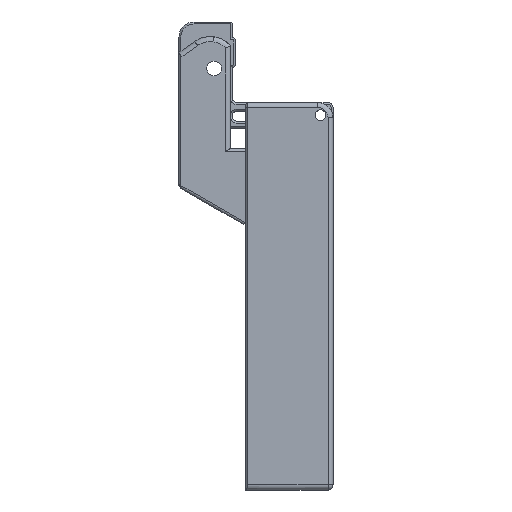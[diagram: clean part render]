
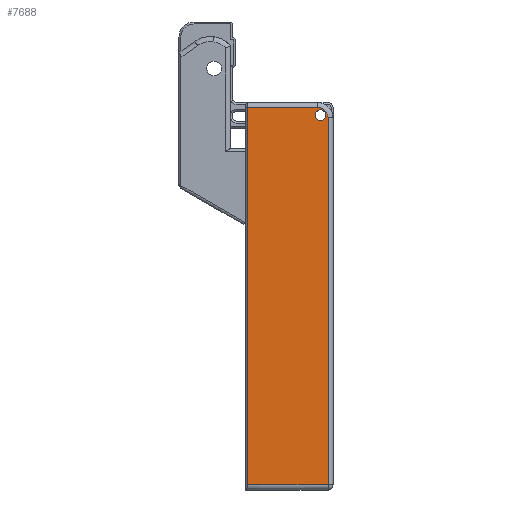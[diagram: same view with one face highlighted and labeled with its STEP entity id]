
A CAD part, left-side view. The second image highlights one B-rep face of the part: STEP entity #7688.
In plain terms, the highlighted planar face has unit normal (-1, 0, 0).
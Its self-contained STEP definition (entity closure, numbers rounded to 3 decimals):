
#24 = DIRECTION ( 'NONE',  ( 0., -1., 0. ) ) ;
#285 = CARTESIAN_POINT ( 'NONE',  ( -6.625, -42.048, 121.849 ) ) ;
#395 = CARTESIAN_POINT ( 'NONE',  ( -6.625, -44.048, 119.849 ) ) ;
#702 = CARTESIAN_POINT ( 'NONE',  ( -6.625, -44.048, 119.849 ) ) ;
#703 = ORIENTED_EDGE ( 'NONE', *, *, #9077, .T. ) ;
#770 = DIRECTION ( 'NONE',  ( 1., 0., 0. ) ) ;
#974 = AXIS2_PLACEMENT_3D ( 'NONE', #9859, #770, #6064 ) ;
#1178 = CARTESIAN_POINT ( 'NONE',  ( -6.625, -42.548, 121.802 ) ) ;
#1290 = LINE ( 'NONE', #7534, #11143 ) ;
#1476 = VERTEX_POINT ( 'NONE', #11691 ) ;
#1678 = LINE ( 'NONE', #8213, #6989 ) ;
#1733 = DIRECTION ( 'NONE',  ( 0., 1., 0. ) ) ;
#2284 = LINE ( 'NONE', #8648, #10620 ) ;
#2286 = CARTESIAN_POINT ( 'NONE',  ( -6.625, -43.365, 121.36 ) ) ;
#2320 = CARTESIAN_POINT ( 'NONE',  ( -6.625, -28.148, 46.949 ) ) ;
#2413 = B_SPLINE_CURVE_WITH_KNOTS ( 'NONE', 3,
 ( #395, #3198, #4093, #5930, #5763, #3143, #4874, #8480, #6822, #10428, #2286, #9547, #5045, #8651, #3918, #3246, #10211, #1178, #8423, #285 ),
 .UNSPECIFIED., .F., .F.,
 ( 4, 1, 1, 1, 2, 2, 2, 1, 1, 1, 2, 2, 4 ),
 ( 0., 0.125, 0.187, 0.219, 0.234, 0.25, 0.5, 0.625, 0.688, 0.719, 0.734, 0.75, 1. ),
 .UNSPECIFIED. ) ;
#2743 = EDGE_CURVE ( 'NONE', #1476, #7291, #6773, .T. ) ;
#2866 = CIRCLE ( 'NONE', #974, 1.05 ) ;
#3078 = DIRECTION ( 'NONE',  ( 0., 0., 1. ) ) ;
#3143 = CARTESIAN_POINT ( 'NONE',  ( -6.625, -43.93, 120.525 ) ) ;
#3198 = CARTESIAN_POINT ( 'NONE',  ( -6.625, -44.048, 119.976 ) ) ;
#3246 = CARTESIAN_POINT ( 'NONE',  ( -6.625, -42.817, 121.695 ) ) ;
#3479 = LINE ( 'NONE', #10952, #4579 ) ;
#3918 = CARTESIAN_POINT ( 'NONE',  ( -6.625, -42.848, 121.682 ) ) ;
#3984 = ORIENTED_EDGE ( 'NONE', *, *, #5584, .F. ) ;
#4001 = ORIENTED_EDGE ( 'NONE', *, *, #7318, .T. ) ;
#4093 = CARTESIAN_POINT ( 'NONE',  ( -6.625, -44.031, 120.163 ) ) ;
#4165 = DIRECTION ( 'NONE',  ( 0., -1., 0. ) ) ;
#4292 = CARTESIAN_POINT ( 'NONE',  ( -6.625, -28.148, 121.849 ) ) ;
#4564 = ORIENTED_EDGE ( 'NONE', *, *, #6918, .T. ) ;
#4579 = VECTOR ( 'NONE', #24, 1000. ) ;
#4874 = CARTESIAN_POINT ( 'NONE',  ( -6.625, -43.919, 120.555 ) ) ;
#4884 = AXIS2_PLACEMENT_3D ( 'NONE', #8945, #6345, #10837 ) ;
#4999 = FACE_OUTER_BOUND ( 'NONE', #9758, .T. ) ;
#5014 = VERTEX_POINT ( 'NONE', #4292 ) ;
#5045 = CARTESIAN_POINT ( 'NONE',  ( -6.625, -43.003, 121.609 ) ) ;
#5536 = ORIENTED_EDGE ( 'NONE', *, *, #7118, .T. ) ;
#5584 = EDGE_CURVE ( 'NONE', #9994, #5014, #1290, .T. ) ;
#5763 = CARTESIAN_POINT ( 'NONE',  ( -6.625, -43.946, 120.481 ) ) ;
#5798 = EDGE_CURVE ( 'NONE', #8883, #5014, #1678, .T. ) ;
#5930 = CARTESIAN_POINT ( 'NONE',  ( -6.625, -43.98, 120.376 ) ) ;
#5943 = DIRECTION ( 'NONE',  ( -1., 0., 0. ) ) ;
#6064 = DIRECTION ( 'NONE',  ( 0., 1., 0. ) ) ;
#6345 = DIRECTION ( 'NONE',  ( 1., 0., 0. ) ) ;
#6576 = EDGE_LOOP ( 'NONE', ( #4001, #11424 ) ) ;
#6773 = CIRCLE ( 'NONE', #4884, 1.05 ) ;
#6822 = CARTESIAN_POINT ( 'NONE',  ( -6.625, -43.806, 120.841 ) ) ;
#6918 = EDGE_CURVE ( 'NONE', #9590, #10520, #2284, .T. ) ;
#6989 = VECTOR ( 'NONE', #1733, 1000. ) ;
#7118 = EDGE_CURVE ( 'NONE', #9994, #9590, #3479, .T. ) ;
#7291 = VERTEX_POINT ( 'NONE', #10746 ) ;
#7318 = EDGE_CURVE ( 'NONE', #7291, #1476, #2866, .T. ) ;
#7534 = CARTESIAN_POINT ( 'NONE',  ( -6.625, -28.148, 74.896 ) ) ;
#7688 = ADVANCED_FACE ( 'NONE', ( #11269, #4999 ), #8607, .T. ) ;
#7815 = DIRECTION ( 'NONE',  ( 0., 0., 1. ) ) ;
#8213 = CARTESIAN_POINT ( 'NONE',  ( -6.625, -45.048, 121.849 ) ) ;
#8423 = CARTESIAN_POINT ( 'NONE',  ( -6.625, -42.303, 121.849 ) ) ;
#8480 = CARTESIAN_POINT ( 'NONE',  ( -6.625, -43.914, 120.569 ) ) ;
#8607 = PLANE ( 'NONE',  #8750 ) ;
#8648 = CARTESIAN_POINT ( 'NONE',  ( -6.625, -44.048, 60.943 ) ) ;
#8651 = CARTESIAN_POINT ( 'NONE',  ( -6.625, -42.895, 121.661 ) ) ;
#8750 = AXIS2_PLACEMENT_3D ( 'NONE', #9328, #5943, #4165 ) ;
#8883 = VERTEX_POINT ( 'NONE', #9746 ) ;
#8945 = CARTESIAN_POINT ( 'NONE',  ( -6.625, -42.548, 120.349 ) ) ;
#9077 = EDGE_CURVE ( 'NONE', #10520, #8883, #2413, .T. ) ;
#9167 = CARTESIAN_POINT ( 'NONE',  ( -6.625, -44.048, 46.949 ) ) ;
#9328 = CARTESIAN_POINT ( 'NONE',  ( -6.625, -45.048, 60.943 ) ) ;
#9460 = ORIENTED_EDGE ( 'NONE', *, *, #5798, .T. ) ;
#9547 = CARTESIAN_POINT ( 'NONE',  ( -6.625, -43.207, 121.489 ) ) ;
#9590 = VERTEX_POINT ( 'NONE', #9167 ) ;
#9746 = CARTESIAN_POINT ( 'NONE',  ( -6.625, -42.048, 121.849 ) ) ;
#9758 = EDGE_LOOP ( 'NONE', ( #3984, #5536, #4564, #703, #9460 ) ) ;
#9859 = CARTESIAN_POINT ( 'NONE',  ( -6.625, -42.548, 120.349 ) ) ;
#9994 = VERTEX_POINT ( 'NONE', #2320 ) ;
#10211 = CARTESIAN_POINT ( 'NONE',  ( -6.625, -42.799, 121.702 ) ) ;
#10428 = CARTESIAN_POINT ( 'NONE',  ( -6.625, -43.658, 121.068 ) ) ;
#10520 = VERTEX_POINT ( 'NONE', #702 ) ;
#10620 = VECTOR ( 'NONE', #7815, 1000. ) ;
#10746 = CARTESIAN_POINT ( 'NONE',  ( -6.625, -41.498, 120.349 ) ) ;
#10837 = DIRECTION ( 'NONE',  ( 0., 1., 0. ) ) ;
#10952 = CARTESIAN_POINT ( 'NONE',  ( -6.625, -45.048, 46.949 ) ) ;
#11143 = VECTOR ( 'NONE', #3078, 1000. ) ;
#11269 = FACE_BOUND ( 'NONE', #6576, .T. ) ;
#11424 = ORIENTED_EDGE ( 'NONE', *, *, #2743, .T. ) ;
#11691 = CARTESIAN_POINT ( 'NONE',  ( -6.625, -43.598, 120.349 ) ) ;
